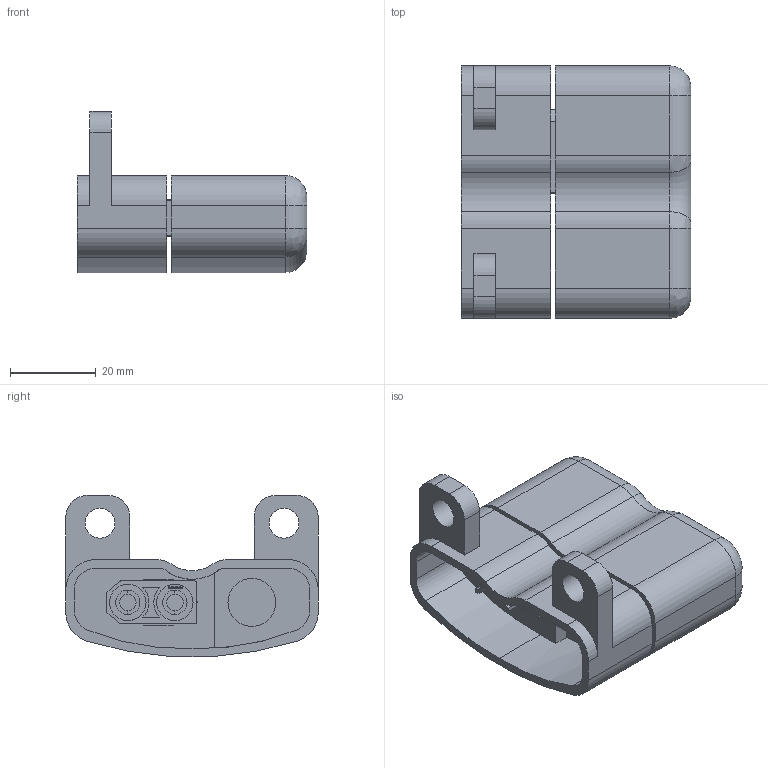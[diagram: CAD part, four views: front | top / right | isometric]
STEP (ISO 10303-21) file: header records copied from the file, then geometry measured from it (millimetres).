
FILE_DESCRIPTION(/* description */ (''),/* implementation_level */ '2;1');
FILE_NAME(/* name */ 'Charger and xt90 holder v11.step',/* time_stamp */ '2020-03-08T15:44:50+01:00',/* author */ (''),/* organization */ (''),/* preprocessor_version */ 'ST-DEVELOPER v18',/* originating_system */ 'Autodesk Translation Framework v8.12.0.6',/* authorisation */ '');
FILE_SCHEMA (('AUTOMOTIVE_DESIGN { 1 0 10303 214 3 1 1 }'));
Length unit declared in the file: millimetre
Products named in the file (3): Charger and xt90 holder; XT90 Connector v5; XT90 Female
Assembly tree (2 placements, depth 3):
  Charger and xt90 holder
    XT90 Connector v5
      XT90 Female
Bounding box: 53.7 x 59 x 37.67 mm (x, y, z)
Volume: 39014.9 mm3; surface area: 22187.2 mm2
Topology: 5 solids, 5 shells, 654 faces, 1798 edges, 1196 vertices
Faces by surface type: bspline 281, plane 275, cylinder 94, torus 4
Full cylindrical faces by diameter (mm): 3.87 x2, 4.87 x2, 5.67 x4, 7 x2, 7.1 x2, 8.5 x2, 11.2 x1
Entity records: 23451 total; most frequent: CARTESIAN_POINT 8376, ORIENTED_EDGE 3596, DIRECTION 2234, EDGE_CURVE 1798, VERTEX_POINT 1196, LINE 1018, VECTOR 1018, EDGE_LOOP 718
